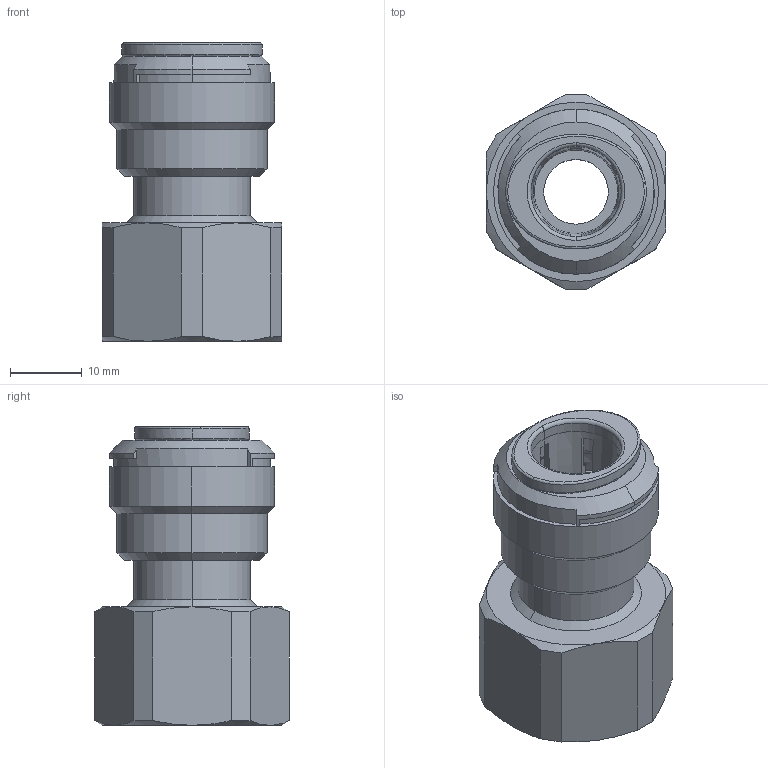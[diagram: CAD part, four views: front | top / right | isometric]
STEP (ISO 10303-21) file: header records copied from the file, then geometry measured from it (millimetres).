
FILE_DESCRIPTION (( 'STEP AP203' ), '1' );
FILE_NAME ('AFAB 1207FM.STEP', '2018-03-15T03:03:37', ( '' ), ( '' ), 'SwSTEP 2.0', 'SolidWorks 2018', '' );
FILE_SCHEMA (( 'CONFIG_CONTROL_DESIGN' ));
Length unit declared in the file: millimetre
Products named in the file (6): O-RING 029(陝); O-RING 010(N1); cap 12M; AFAB 1207FM; 12M CLIP; FAB 1207 FM BODY
Assembly tree (5 placements, depth 2):
  AFAB 1207FM
    FAB 1207 FM BODY
    O-RING 010(N1)
    O-RING 029(陝)
    cap 12M
    12M CLIP
Bounding box: 25 x 27.13 x 41.6 mm (x, y, z)
Volume: 9361.2 mm3; surface area: 9655.3 mm2
Topology: 5 solids, 5 shells, 205 faces, 512 edges, 326 vertices
Faces by surface type: plane 69, cone 61, cylinder 38, torus 26, bspline 11
Entity records: 17551 total; most frequent: CARTESIAN_POINT 12145, ORIENTED_EDGE 1024, DIRECTION 988, EDGE_CURVE 512, AXIS2_PLACEMENT_3D 413, VERTEX_POINT 326, EDGE_LOOP 224, CIRCLE 211
